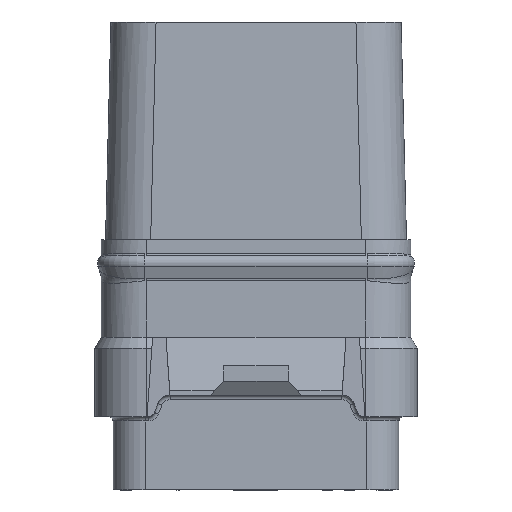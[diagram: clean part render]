
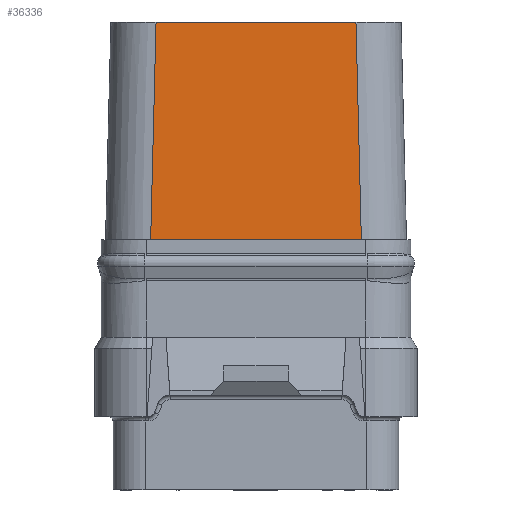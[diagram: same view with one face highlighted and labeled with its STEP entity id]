
A CAD part, front view. The second image highlights one B-rep face of the part: STEP entity #36336.
In plain terms, the highlighted planar face has unit normal (0, -1, 0.025).
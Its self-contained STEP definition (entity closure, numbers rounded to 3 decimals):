
#43=DIRECTION('',(1.,0.,0.));
#44=VECTOR('',#43,9.8);
#45=CARTESIAN_POINT('',(-4.9,-6.,0.));
#46=LINE('',#45,#44);
#5348=DIRECTION('',(1.,0.,0.));
#5349=VECTOR('',#5348,9.3);
#5350=CARTESIAN_POINT('',(-4.65,-5.75,10.12));
#5351=LINE('',#5350,#5349);
#6885=DIRECTION('',(0.025,0.025,0.999));
#6886=VECTOR('',#6885,10.126);
#6887=CARTESIAN_POINT('',(-4.9,-6.,0.));
#6888=LINE('',#6887,#6886);
#6889=DIRECTION('',(-0.025,0.025,0.999));
#6890=VECTOR('',#6889,10.126);
#6891=CARTESIAN_POINT('',(4.9,-6.,0.));
#6892=LINE('',#6891,#6890);
#22663=CARTESIAN_POINT('',(-4.65,-5.75,10.12));
#22664=VERTEX_POINT('',#22663);
#22665=CARTESIAN_POINT('',(4.65,-5.75,10.12));
#22666=VERTEX_POINT('',#22665);
#22679=CARTESIAN_POINT('',(-4.9,-6.,0.));
#22680=VERTEX_POINT('',#22679);
#22681=CARTESIAN_POINT('',(4.9,-6.,0.));
#22682=VERTEX_POINT('',#22681);
#36324=CARTESIAN_POINT('',(0.,-5.875,5.06));
#36325=DIRECTION('',(0.,-1.,0.025));
#36326=DIRECTION('',(1.,0.,0.));
#36327=AXIS2_PLACEMENT_3D('',#36324,#36325,#36326);
#36328=PLANE('',#36327);
#36329=ORIENTED_EDGE('',*,*,#28983,.F.);
#36330=ORIENTED_EDGE('',*,*,#36319,.T.);
#36331=ORIENTED_EDGE('',*,*,#35448,.T.);
#36333=ORIENTED_EDGE('',*,*,#36332,.F.);
#36334=EDGE_LOOP('',(#36329,#36330,#36331,#36333));
#36335=FACE_OUTER_BOUND('',#36334,.F.);
#36336=ADVANCED_FACE('',(#36335),#36328,.T.);
#28983=EDGE_CURVE('',#22680,#22682,#46,.T.);
#35448=EDGE_CURVE('',#22664,#22666,#5351,.T.);
#36319=EDGE_CURVE('',#22680,#22664,#6888,.T.);
#36332=EDGE_CURVE('',#22682,#22666,#6892,.T.);
